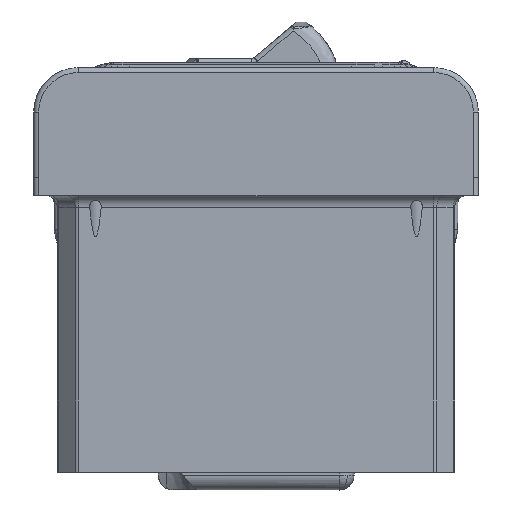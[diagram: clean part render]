
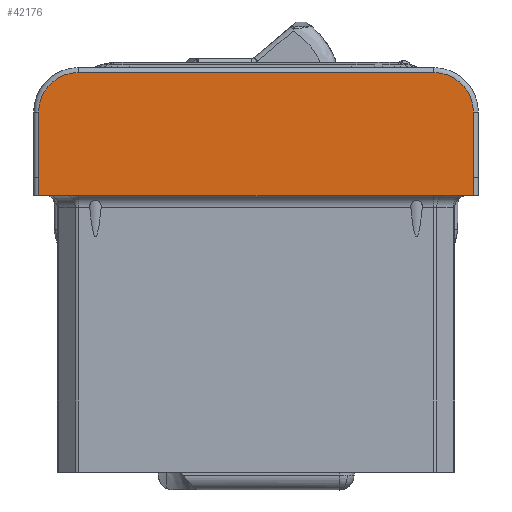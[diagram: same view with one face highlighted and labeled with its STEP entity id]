
A CAD part, left-side view. The second image highlights one B-rep face of the part: STEP entity #42176.
In plain terms, the highlighted planar face has unit normal (-1, 0, 0).
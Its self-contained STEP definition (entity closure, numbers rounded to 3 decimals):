
#41937=AXIS2_PLACEMENT_3D('Circle Axis2P3D',#41935,#41936,$) ;
#42118=AXIS2_PLACEMENT_3D('Circle Axis2P3D',#42116,#42117,$) ;
#42131=AXIS2_PLACEMENT_3D('Plane Axis2P3D',#42128,#42129,#42130) ;
#37735=CARTESIAN_POINT('Vertex',(0.,40.5,42.25)) ;
#37738=CARTESIAN_POINT('Line Origine',(0.,22.5,42.25)) ;
#37742=CARTESIAN_POINT('Vertex',(0.,4.5,42.25)) ;
#41935=CARTESIAN_POINT('Axis2P3D Location',(0.,4.5,38.25)) ;
#41939=CARTESIAN_POINT('Vertex',(0.,0.5,38.25)) ;
#42113=CARTESIAN_POINT('Vertex',(0.,44.5,38.25)) ;
#42116=CARTESIAN_POINT('Axis2P3D Location',(0.,40.5,38.25)) ;
#42128=CARTESIAN_POINT('Axis2P3D Location',(0.,22.5,35.686)) ;
#42133=CARTESIAN_POINT('Line Origine',(0.,0.5,34.95)) ;
#42137=CARTESIAN_POINT('Vertex',(0.,0.5,31.65)) ;
#42140=CARTESIAN_POINT('Line Origine',(0.,44.5,34.95)) ;
#42144=CARTESIAN_POINT('Vertex',(0.,44.5,31.65)) ;
#42147=CARTESIAN_POINT('Line Origine',(0.,44.5,30.725)) ;
#42151=CARTESIAN_POINT('Vertex',(0.,44.5,29.8)) ;
#42154=CARTESIAN_POINT('Line Origine',(0.,22.5,29.8)) ;
#42158=CARTESIAN_POINT('Vertex',(0.,0.5,29.8)) ;
#42161=CARTESIAN_POINT('Line Origine',(0.,0.5,30.725)) ;
#37739=DIRECTION('Vector Direction',(0.,-1.,0.)) ;
#41936=DIRECTION('Axis2P3D Direction',(1.,0.,0.)) ;
#42117=DIRECTION('Axis2P3D Direction',(1.,0.,0.)) ;
#42129=DIRECTION('Axis2P3D Direction',(-1.,0.,0.)) ;
#42130=DIRECTION('Axis2P3D XDirection',(0.,1.,0.)) ;
#42134=DIRECTION('Vector Direction',(0.,0.,-1.)) ;
#42141=DIRECTION('Vector Direction',(0.,0.,1.)) ;
#42148=DIRECTION('Vector Direction',(0.,0.,-1.)) ;
#42155=DIRECTION('Vector Direction',(0.,1.,0.)) ;
#42162=DIRECTION('Vector Direction',(0.,0.,-1.)) ;
#37740=VECTOR('Line Direction',#37739,1.) ;
#42135=VECTOR('Line Direction',#42134,1.) ;
#42142=VECTOR('Line Direction',#42141,1.) ;
#42149=VECTOR('Line Direction',#42148,1.) ;
#42156=VECTOR('Line Direction',#42155,1.) ;
#42163=VECTOR('Line Direction',#42162,1.) ;
#42167=ORIENTED_EDGE('',*,*,#42139,.F.) ;
#42168=ORIENTED_EDGE('',*,*,#41941,.F.) ;
#42169=ORIENTED_EDGE('',*,*,#37744,.F.) ;
#42170=ORIENTED_EDGE('',*,*,#42120,.F.) ;
#42171=ORIENTED_EDGE('',*,*,#42146,.F.) ;
#42172=ORIENTED_EDGE('',*,*,#42153,.T.) ;
#42173=ORIENTED_EDGE('',*,*,#42160,.F.) ;
#42174=ORIENTED_EDGE('',*,*,#42165,.F.) ;
#42176=ADVANCED_FACE('Hauptk\X2\00F6\X0\rper',(#42175),#42132,.T.) ;
#41938=CIRCLE('generated circle',#41937,4.) ;
#42119=CIRCLE('generated circle',#42118,4.) ;
#37744=EDGE_CURVE('',#37736,#37743,#37741,.T.) ;
#41941=EDGE_CURVE('',#37743,#41940,#41938,.T.) ;
#42120=EDGE_CURVE('',#42114,#37736,#42119,.T.) ;
#42139=EDGE_CURVE('',#41940,#42138,#42136,.T.) ;
#42146=EDGE_CURVE('',#42145,#42114,#42143,.T.) ;
#42153=EDGE_CURVE('',#42145,#42152,#42150,.T.) ;
#42160=EDGE_CURVE('',#42159,#42152,#42157,.T.) ;
#42165=EDGE_CURVE('',#42138,#42159,#42164,.T.) ;
#42166=EDGE_LOOP('',(#42167,#42168,#42169,#42170,#42171,#42172,#42173,#42174)) ;
#42175=FACE_OUTER_BOUND('',#42166,.T.) ;
#37741=LINE('Line',#37738,#37740) ;
#42136=LINE('Line',#42133,#42135) ;
#42143=LINE('Line',#42140,#42142) ;
#42150=LINE('Line',#42147,#42149) ;
#42157=LINE('Line',#42154,#42156) ;
#42164=LINE('Line',#42161,#42163) ;
#42132=PLANE('',#42131) ;
#37736=VERTEX_POINT('',#37735) ;
#37743=VERTEX_POINT('',#37742) ;
#41940=VERTEX_POINT('',#41939) ;
#42114=VERTEX_POINT('',#42113) ;
#42138=VERTEX_POINT('',#42137) ;
#42145=VERTEX_POINT('',#42144) ;
#42152=VERTEX_POINT('',#42151) ;
#42159=VERTEX_POINT('',#42158) ;
